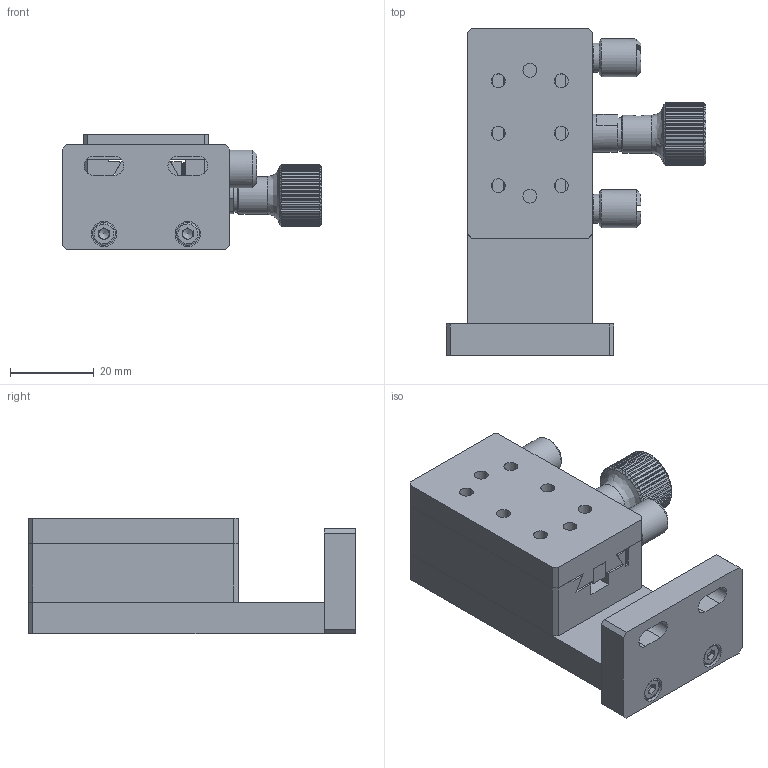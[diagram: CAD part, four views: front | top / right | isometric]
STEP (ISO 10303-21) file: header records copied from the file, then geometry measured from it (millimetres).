
FILE_DESCRIPTION (( 'STEP AP203' ), '1' );
FILE_NAME ('528782.STEP', '2024-10-15T02:24:11', ( 'Windows User' ), ( 'P R C' ), 'SwSTEP 2.0', 'SolidWorks 2020', '' );
FILE_SCHEMA (( 'CONFIG_CONTROL_DESIGN' ));
Products named in the file (1): 528782
Bounding box: 62 x 78 x 27.5 mm (x, y, z)
Volume: 53540.5 mm3; surface area: 29528 mm2
Topology: 18 solids, 18 shells, 775 faces, 2085 edges, 1365 vertices
Faces by surface type: plane 484, cylinder 145, cone 92, bspline 54
Full cylindrical faces by diameter (mm): 1.6 x2, 2.05 x2, 2.4 x2, 2.5 x9, 2.6 x2, 3 x2, 3.3 x12, 3.4 x2, 4 x6, 4.1 x2, 4.5 x8, 5.5 x2, 6 x2, 7 x6, 7.5 x1, 7.7 x2, 8 x8, 9 x4
Entity records: 118222 total; most frequent: CARTESIAN_POINT 100157, ORIENTED_EDGE 3856, DIRECTION 3368, EDGE_CURVE 1928, VERTEX_POINT 1323, AXIS2_PLACEMENT_3D 1191, VECTOR 986, LINE 986
